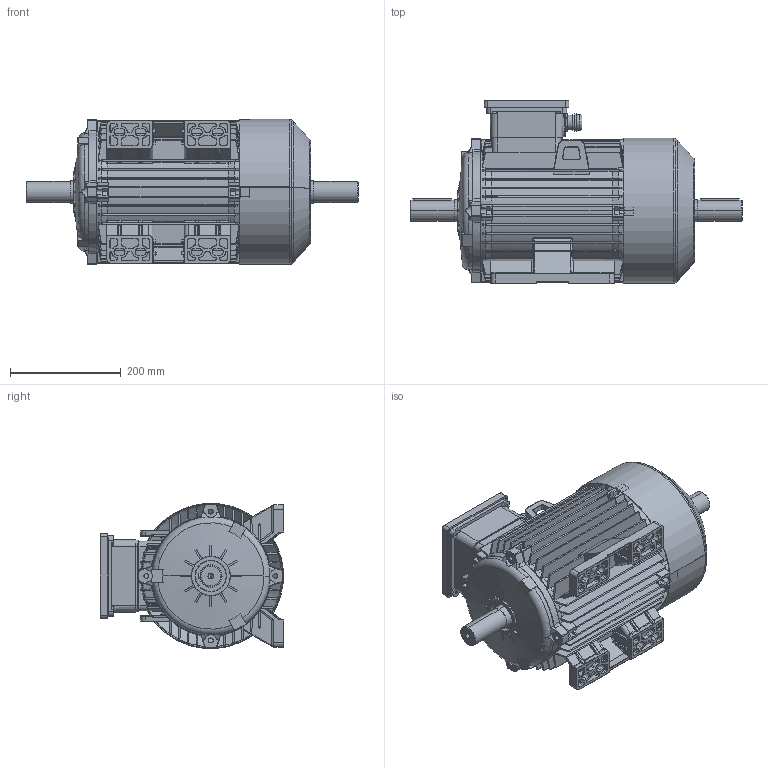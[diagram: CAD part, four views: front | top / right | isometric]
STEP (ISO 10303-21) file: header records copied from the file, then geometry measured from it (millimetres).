
FILE_DESCRIPTION (( 'STEP AP214' ), '1' );
FILE_NAME ('CA132SM-B3-IC411-2-4-6-8 POLES-LONG VERSION-TB TOP-DOUBLE SHAFT.STEP', '2024-09-23T06:55:44', ( '' ), ( '' ), 'SwSTEP 2.0', 'SolidWorks 2024', '' );
FILE_SCHEMA (( 'AUTOMOTIVE_DESIGN' ));
Length unit declared in the file: millimetre
Products named in the file (16): CA132SM-B3-IC411-2-4-6-8 POLES-LONG VERSION-TB TOP-DOUBLE SHAFT; Carcassa 132SM-B3-AX; Guarnizione scatola-coperchio 132; Albero 132M PACCO 230 SCUDO POST.160T ALTO DIS. A30724; Gruppo Coprimorsettiera 132; PRESSACAVO M25; Scudo C160MT anteriore; Guarnizione scatola-motore 132; Targhetta motore_LAMIERA ALLUMINIO; Tappo M25; Copriventola 132M H.130; Ventola alluminio 90; Coperchio scatola morsetti 132; Scudo C132 anteriore; parallel_din_Parallel key A10 x 8 x 70 DIN 6885; Scatola morsetti 132
Assembly tree (17 placements, depth 3):
  CA132SM-B3-IC411-2-4-6-8 POLES-LONG VERSION-TB TOP-DOUBLE SHAFT
    Albero 132M PACCO 230 SCUDO POST.160T ALTO DIS. A30724  x2
    Scudo C132 anteriore
    parallel_din_Parallel key A10 x 8 x 70 DIN 6885  x2
    Targhetta motore_LAMIERA ALLUMINIO
    Carcassa 132SM-B3-AX
    Gruppo Coprimorsettiera 132
      Scatola morsetti 132
      Coperchio scatola morsetti 132
      Guarnizione scatola-motore 132
      PRESSACAVO M25
      Tappo M25
      Guarnizione scatola-coperchio 132
    Copriventola 132M H.130
    Scudo C160MT anteriore
    Ventola alluminio 90
Bounding box: 600 x 332 x 262.38 mm (x, y, z)
Volume: 5224059.6 mm3; surface area: 1959609.9 mm2
Topology: 33 solids, 37 shells, 5396 faces, 14405 edges, 9144 vertices
Faces by surface type: plane 2334, cylinder 1118, cone 708, bspline 563, torus 463, sphere 210
Entity records: 192772 total; most frequent: CARTESIAN_POINT 63206, ORIENTED_EDGE 28498, DIRECTION 25088, EDGE_CURVE 14249, VERTEX_POINT 9069, AXIS2_PLACEMENT_3D 8966, VECTOR 7156, LINE 7156
